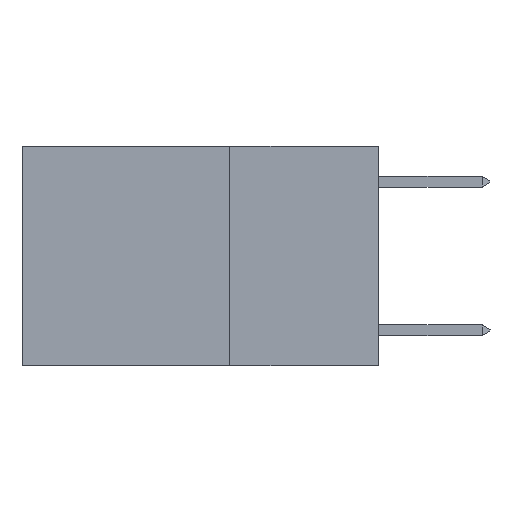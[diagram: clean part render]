
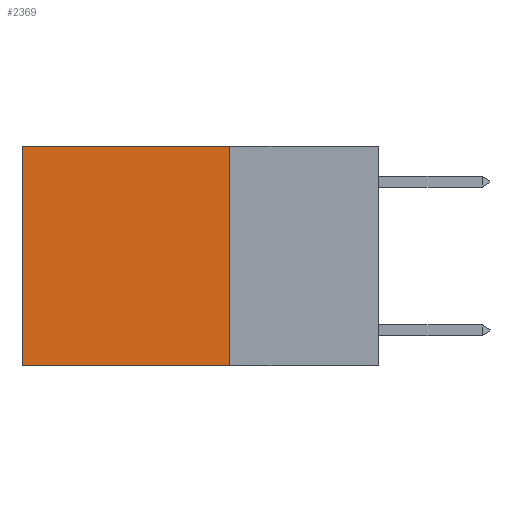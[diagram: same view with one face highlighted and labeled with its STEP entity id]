
A CAD part, left-side view. The second image highlights one B-rep face of the part: STEP entity #2369.
In plain terms, the highlighted planar face has unit normal (-1, 0, 0).
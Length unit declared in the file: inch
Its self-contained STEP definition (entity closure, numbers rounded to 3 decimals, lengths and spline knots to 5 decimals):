
#241 = VERTEX_POINT ( 'NONE', #9507 ) ;
#483 = EDGE_CURVE ( 'NONE', #6300, #6970, #2039, .T. ) ;
#1418 = VERTEX_POINT ( 'NONE', #8021 ) ;
#1454 = CARTESIAN_POINT ( 'NONE',  ( 0.2625, 0.25, 0. ) ) ;
#1923 = LINE ( 'NONE', #1454, #4880 ) ;
#1969 = CARTESIAN_POINT ( 'NONE',  ( 0.2625, 0.25, 0. ) ) ;
#2039 = LINE ( 'NONE', #11301, #7800 ) ;
#2189 = ORIENTED_EDGE ( 'NONE', *, *, #9530, .T. ) ;
#2336 = EDGE_CURVE ( 'NONE', #6300, #241, #1923, .T. ) ;
#2369 = ADVANCED_FACE ( 'NONE', ( #6633 ), #6998, .F. ) ;
#2456 = LINE ( 'NONE', #4761, #9993 ) ;
#2781 = EDGE_LOOP ( 'NONE', ( #2189, #6595, #12127, #9721 ) ) ;
#4178 = CARTESIAN_POINT ( 'NONE',  ( 0.2625, 0.25, 0. ) ) ;
#4761 = CARTESIAN_POINT ( 'NONE',  ( 0.2625, 0.6, 0. ) ) ;
#4880 = VECTOR ( 'NONE', #8982, 39.37008 ) ;
#5429 = LINE ( 'NONE', #8267, #8680 ) ;
#6300 = VERTEX_POINT ( 'NONE', #1969 ) ;
#6484 = DIRECTION ( 'NONE',  ( 0., 0., -1. ) ) ;
#6595 = ORIENTED_EDGE ( 'NONE', *, *, #7517, .F. ) ;
#6633 = FACE_OUTER_BOUND ( 'NONE', #2781, .T. ) ;
#6970 = VERTEX_POINT ( 'NONE', #9883 ) ;
#6998 = PLANE ( 'NONE',  #12028 ) ;
#7397 = DIRECTION ( 'NONE',  ( 0., 1., 0. ) ) ;
#7517 = EDGE_CURVE ( 'NONE', #6970, #1418, #5429, .T. ) ;
#7800 = VECTOR ( 'NONE', #6484, 39.37008 ) ;
#8021 = CARTESIAN_POINT ( 'NONE',  ( 0.2625, 0.6, -0.37 ) ) ;
#8267 = CARTESIAN_POINT ( 'NONE',  ( 0.2625, 0.25, -0.37 ) ) ;
#8580 = DIRECTION ( 'NONE',  ( 0., 0., -1. ) ) ;
#8680 = VECTOR ( 'NONE', #7397, 39.37008 ) ;
#8900 = DIRECTION ( 'NONE',  ( 0., 0., -1. ) ) ;
#8982 = DIRECTION ( 'NONE',  ( 0., 1., 0. ) ) ;
#9507 = CARTESIAN_POINT ( 'NONE',  ( 0.2625, 0.6, 0. ) ) ;
#9530 = EDGE_CURVE ( 'NONE', #241, #1418, #2456, .T. ) ;
#9721 = ORIENTED_EDGE ( 'NONE', *, *, #2336, .T. ) ;
#9883 = CARTESIAN_POINT ( 'NONE',  ( 0.2625, 0.25, -0.37 ) ) ;
#9993 = VECTOR ( 'NONE', #8580, 39.37008 ) ;
#10739 = DIRECTION ( 'NONE',  ( 1., 0., 0. ) ) ;
#11301 = CARTESIAN_POINT ( 'NONE',  ( 0.2625, 0.25, 0. ) ) ;
#12028 = AXIS2_PLACEMENT_3D ( 'NONE', #4178, #10739, #8900 ) ;
#12127 = ORIENTED_EDGE ( 'NONE', *, *, #483, .F. ) ;
